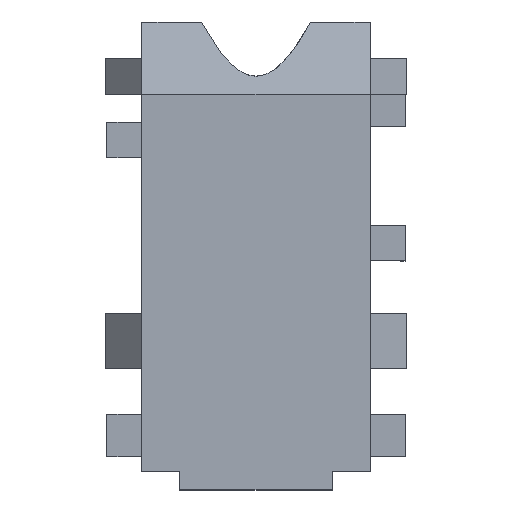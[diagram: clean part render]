
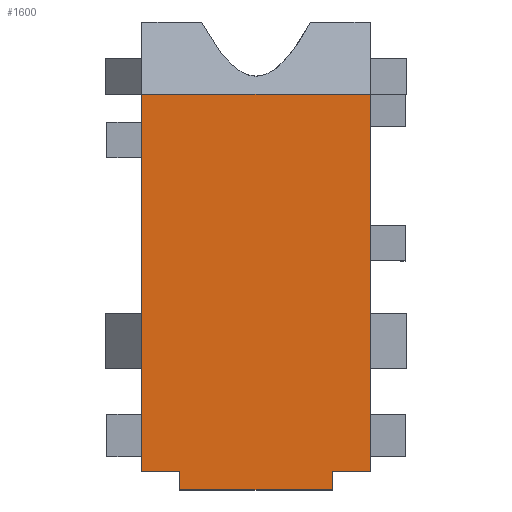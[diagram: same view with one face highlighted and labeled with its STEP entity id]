
A CAD part, top view. The second image highlights one B-rep face of the part: STEP entity #1600.
In plain terms, the highlighted planar face has unit normal (0, 0, 1).
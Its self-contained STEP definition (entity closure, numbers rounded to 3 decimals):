
#71=FACE_OUTER_BOUND('',#162,.T.);
#162=EDGE_LOOP('',(#1162,#1163,#1164,#1165,#1166,#1167,#1168,#1169));
#278=LINE('',#2353,#493);
#293=LINE('',#2442,#508);
#298=LINE('',#2639,#513);
#299=LINE('',#2641,#514);
#300=LINE('',#2643,#515);
#301=LINE('',#2645,#516);
#302=LINE('',#2647,#517);
#303=LINE('',#2648,#518);
#493=VECTOR('',#1872,10.);
#508=VECTOR('',#1893,10.);
#513=VECTOR('',#1906,10.);
#514=VECTOR('',#1907,10.);
#515=VECTOR('',#1908,10.);
#516=VECTOR('',#1909,10.);
#517=VECTOR('',#1910,10.);
#518=VECTOR('',#1911,10.);
#689=VERTEX_POINT('',#2286);
#693=VERTEX_POINT('',#2351);
#706=VERTEX_POINT('',#2440);
#712=VERTEX_POINT('',#2638);
#713=VERTEX_POINT('',#2640);
#714=VERTEX_POINT('',#2642);
#715=VERTEX_POINT('',#2644);
#716=VERTEX_POINT('',#2646);
#859=EDGE_CURVE('',#689,#693,#278,.T.);
#875=EDGE_CURVE('',#693,#706,#293,.T.);
#884=EDGE_CURVE('',#706,#712,#298,.T.);
#885=EDGE_CURVE('',#712,#713,#299,.T.);
#886=EDGE_CURVE('',#713,#714,#300,.T.);
#887=EDGE_CURVE('',#714,#715,#301,.T.);
#888=EDGE_CURVE('',#715,#716,#302,.T.);
#889=EDGE_CURVE('',#716,#689,#303,.T.);
#1162=ORIENTED_EDGE('',*,*,#859,.T.);
#1163=ORIENTED_EDGE('',*,*,#875,.T.);
#1164=ORIENTED_EDGE('',*,*,#884,.T.);
#1165=ORIENTED_EDGE('',*,*,#885,.T.);
#1166=ORIENTED_EDGE('',*,*,#886,.T.);
#1167=ORIENTED_EDGE('',*,*,#887,.T.);
#1168=ORIENTED_EDGE('',*,*,#888,.T.);
#1169=ORIENTED_EDGE('',*,*,#889,.T.);
#1512=PLANE('',#1708);
#1600=ADVANCED_FACE('',(#71),#1512,.T.);
#1708=AXIS2_PLACEMENT_3D('',#2637,#1904,#1905);
#1872=DIRECTION('',(-1.,0.,0.));
#1893=DIRECTION('',(0.,-1.,0.));
#1904=DIRECTION('center_axis',(0.,0.,1.));
#1905=DIRECTION('ref_axis',(1.,0.,0.));
#1906=DIRECTION('',(1.,0.,0.));
#1907=DIRECTION('',(0.,-1.,0.));
#1908=DIRECTION('',(1.,0.,0.));
#1909=DIRECTION('',(0.,1.,0.));
#1910=DIRECTION('',(1.,0.,0.));
#1911=DIRECTION('',(0.,1.,0.));
#2286=CARTESIAN_POINT('',(3.15,4.75,4.2));
#2351=CARTESIAN_POINT('',(-3.15,4.75,4.2));
#2353=CARTESIAN_POINT('',(-1.575,4.75,4.2));
#2440=CARTESIAN_POINT('',(-3.15,-5.65,4.2));
#2442=CARTESIAN_POINT('',(-3.15,-5.65,4.2));
#2637=CARTESIAN_POINT('Origin',(0.,0.3,4.2));
#2638=CARTESIAN_POINT('',(-2.1,-5.65,4.2));
#2639=CARTESIAN_POINT('',(3.15,-5.65,4.2));
#2640=CARTESIAN_POINT('',(-2.1,-6.15,4.2));
#2641=CARTESIAN_POINT('',(-2.1,-6.15,4.2));
#2642=CARTESIAN_POINT('',(2.1,-6.15,4.2));
#2643=CARTESIAN_POINT('',(2.1,-6.15,4.2));
#2644=CARTESIAN_POINT('',(2.1,-5.65,4.2));
#2645=CARTESIAN_POINT('',(2.1,-5.65,4.2));
#2646=CARTESIAN_POINT('',(3.15,-5.65,4.2));
#2647=CARTESIAN_POINT('',(3.15,-5.65,4.2));
#2648=CARTESIAN_POINT('',(3.15,6.75,4.2));
